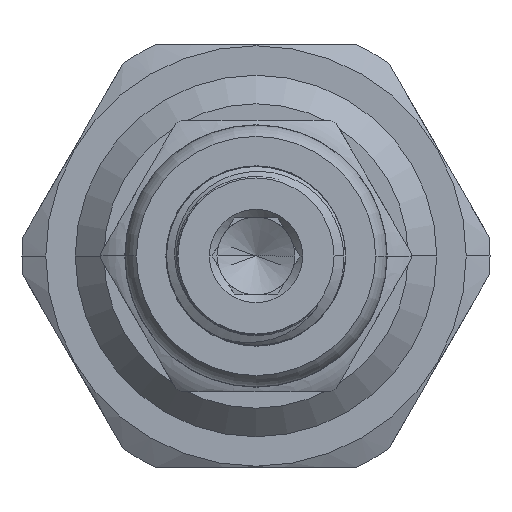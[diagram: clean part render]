
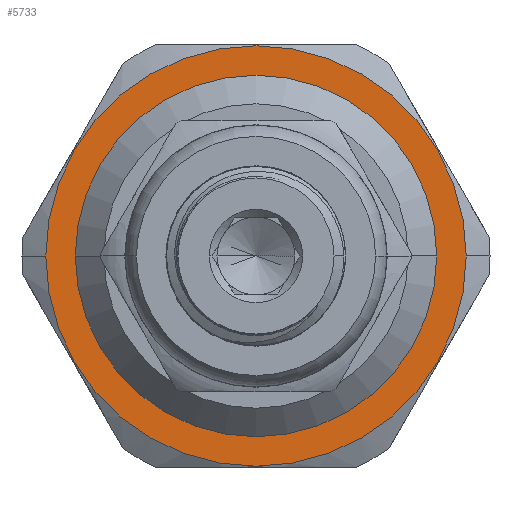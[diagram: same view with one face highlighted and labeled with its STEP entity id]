
A CAD part, left-side view. The second image highlights one B-rep face of the part: STEP entity #5733.
In plain terms, the highlighted planar face has unit normal (-1, 0, 0).
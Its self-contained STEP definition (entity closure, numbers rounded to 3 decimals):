
#173 = FACE_OUTER_BOUND ( 'NONE', #12482, .T. ) ;
#582 = CIRCLE ( 'NONE', #6881, 9.5 ) ;
#723 = EDGE_CURVE ( 'NONE', #2152, #14317, #582, .T. ) ;
#1346 = CIRCLE ( 'NONE', #14160, 11.05 ) ;
#2152 = VERTEX_POINT ( 'NONE', #3816 ) ;
#2277 = DIRECTION ( 'NONE',  ( 0., -1., 0. ) ) ;
#2401 = AXIS2_PLACEMENT_3D ( 'NONE', #16722, #10091, #2277 ) ;
#2471 = PLANE ( 'NONE',  #12702 ) ;
#3510 = EDGE_CURVE ( 'NONE', #8867, #12446, #1346, .T. ) ;
#3816 = CARTESIAN_POINT ( 'NONE',  ( 14.858, 9.5, 0. ) ) ;
#4222 = ORIENTED_EDGE ( 'NONE', *, *, #3510, .F. ) ;
#4505 = FACE_BOUND ( 'NONE', #8527, .T. ) ;
#4613 = EDGE_CURVE ( 'NONE', #14317, #2152, #14187, .T. ) ;
#5387 = ORIENTED_EDGE ( 'NONE', *, *, #4613, .T. ) ;
#5733 = ADVANCED_FACE ( 'NONE', ( #4505, #173 ), #2471, .T. ) ;
#6269 = ORIENTED_EDGE ( 'NONE', *, *, #6877, .F. ) ;
#6877 = EDGE_CURVE ( 'NONE', #12446, #8867, #7416, .T. ) ;
#6881 = AXIS2_PLACEMENT_3D ( 'NONE', #16496, #12942, #7679 ) ;
#7416 = CIRCLE ( 'NONE', #2401, 11.05 ) ;
#7569 = DIRECTION ( 'NONE',  ( -1., 0., 0. ) ) ;
#7643 = CARTESIAN_POINT ( 'NONE',  ( 14.858, 0., -9.5 ) ) ;
#7679 = DIRECTION ( 'NONE',  ( 0., -1., 0. ) ) ;
#8527 = EDGE_LOOP ( 'NONE', ( #5387, #14745 ) ) ;
#8528 = DIRECTION ( 'NONE',  ( 1., 0., 0. ) ) ;
#8867 = VERTEX_POINT ( 'NONE', #14980 ) ;
#9531 = DIRECTION ( 'NONE',  ( 1., 0., 0. ) ) ;
#10091 = DIRECTION ( 'NONE',  ( 1., 0., 0. ) ) ;
#10102 = CARTESIAN_POINT ( 'NONE',  ( 14.858, -9.5, 0. ) ) ;
#11591 = AXIS2_PLACEMENT_3D ( 'NONE', #13899, #8528, #15393 ) ;
#12446 = VERTEX_POINT ( 'NONE', #14075 ) ;
#12482 = EDGE_LOOP ( 'NONE', ( #6269, #4222 ) ) ;
#12702 = AXIS2_PLACEMENT_3D ( 'NONE', #7643, #7569, #13016 ) ;
#12942 = DIRECTION ( 'NONE',  ( 1., 0., 0. ) ) ;
#13016 = DIRECTION ( 'NONE',  ( 0., 1., 0. ) ) ;
#13662 = DIRECTION ( 'NONE',  ( 0., -1., 0. ) ) ;
#13899 = CARTESIAN_POINT ( 'NONE',  ( 14.858, 0., 0. ) ) ;
#14075 = CARTESIAN_POINT ( 'NONE',  ( 14.858, -11.05, 0. ) ) ;
#14160 = AXIS2_PLACEMENT_3D ( 'NONE', #14972, #9531, #13662 ) ;
#14187 = CIRCLE ( 'NONE', #11591, 9.5 ) ;
#14317 = VERTEX_POINT ( 'NONE', #10102 ) ;
#14745 = ORIENTED_EDGE ( 'NONE', *, *, #723, .T. ) ;
#14972 = CARTESIAN_POINT ( 'NONE',  ( 14.858, 0., 0. ) ) ;
#14980 = CARTESIAN_POINT ( 'NONE',  ( 14.858, 11.05, 0. ) ) ;
#15393 = DIRECTION ( 'NONE',  ( 0., -1., 0. ) ) ;
#16496 = CARTESIAN_POINT ( 'NONE',  ( 14.858, 0., 0. ) ) ;
#16722 = CARTESIAN_POINT ( 'NONE',  ( 14.858, 0., 0. ) ) ;
